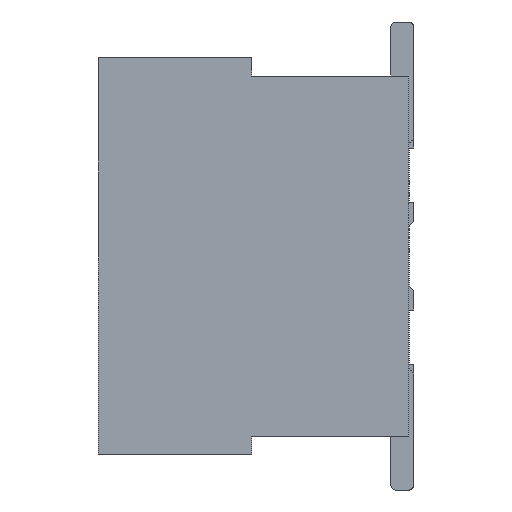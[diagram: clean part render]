
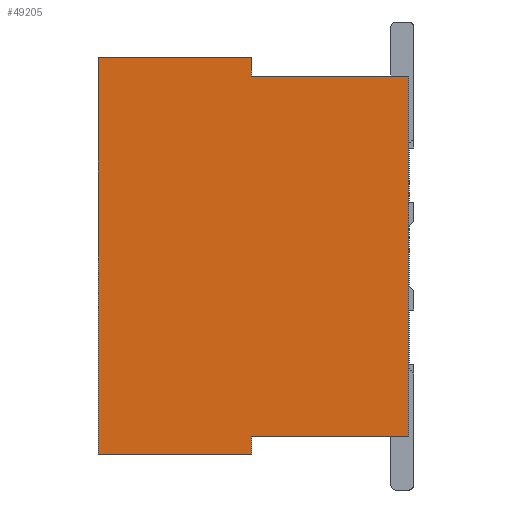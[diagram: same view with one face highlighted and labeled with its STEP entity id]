
A CAD part, left-side view. The second image highlights one B-rep face of the part: STEP entity #49205.
In plain terms, the highlighted planar face has unit normal (-1, 0, 0).
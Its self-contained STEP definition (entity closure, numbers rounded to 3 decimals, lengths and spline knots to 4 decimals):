
#989=DIRECTION('',(0.,-1.,0.));
#990=VECTOR('',#989,1.75);
#991=CARTESIAN_POINT('',(-11.35,1.75,-2.));
#992=LINE('',#991,#990);
#1165=DIRECTION('',(0.,0.,-1.));
#1166=VECTOR('',#1165,0.2);
#1167=CARTESIAN_POINT('',(-11.35,1.75,-2.));
#1168=LINE('',#1167,#1166);
#1169=DIRECTION('',(0.,-1.,0.));
#1170=VECTOR('',#1169,1.7);
#1171=CARTESIAN_POINT('',(-11.35,3.45,2.2));
#1172=LINE('',#1171,#1170);
#1173=DIRECTION('',(0.,0.,-1.));
#1174=VECTOR('',#1173,0.2);
#1175=CARTESIAN_POINT('',(-11.35,1.75,2.2));
#1176=LINE('',#1175,#1174);
#1177=DIRECTION('',(0.,-1.,0.));
#1178=VECTOR('',#1177,1.75);
#1179=CARTESIAN_POINT('',(-11.35,1.75,2.));
#1180=LINE('',#1179,#1178);
#1181=DIRECTION('',(0.,0.,-1.));
#1182=VECTOR('',#1181,4.);
#1183=CARTESIAN_POINT('',(-11.35,0.,2.));
#1184=LINE('',#1183,#1182);
#1193=DIRECTION('',(0.,-1.,0.));
#1194=VECTOR('',#1193,1.7);
#1195=CARTESIAN_POINT('',(-11.35,3.45,-2.2));
#1196=LINE('',#1195,#1194);
#1197=DIRECTION('',(0.,0.,-1.));
#1198=VECTOR('',#1197,4.4);
#1199=CARTESIAN_POINT('',(-11.35,3.45,2.2));
#1200=LINE('',#1199,#1198);
#35986=CARTESIAN_POINT('',(-11.35,0.,2.));
#35988=VERTEX_POINT('',#35986);
#35991=CARTESIAN_POINT('',(-11.35,0.,-2.));
#35992=VERTEX_POINT('',#35991);
#47101=CARTESIAN_POINT('',(-11.35,3.45,2.2));
#47102=CARTESIAN_POINT('',(-11.35,3.45,-2.2));
#47103=VERTEX_POINT('',#47101);
#47104=VERTEX_POINT('',#47102);
#47105=CARTESIAN_POINT('',(-11.35,1.75,2.));
#47106=VERTEX_POINT('',#47105);
#47111=CARTESIAN_POINT('',(-11.35,1.75,-2.));
#47112=VERTEX_POINT('',#47111);
#47117=CARTESIAN_POINT('',(-11.35,1.75,-2.2));
#47118=VERTEX_POINT('',#47117);
#47119=CARTESIAN_POINT('',(-11.35,1.75,2.2));
#47120=VERTEX_POINT('',#47119);
#49186=CARTESIAN_POINT('',(-11.35,0.,-2.2));
#49187=DIRECTION('',(-1.,0.,0.));
#49188=DIRECTION('',(0.,0.,1.));
#49189=AXIS2_PLACEMENT_3D('',#49186,#49187,#49188);
#49190=PLANE('',#49189);
#49192=ORIENTED_EDGE('',*,*,#49191,.T.);
#49194=ORIENTED_EDGE('',*,*,#49193,.F.);
#49196=ORIENTED_EDGE('',*,*,#49195,.F.);
#49198=ORIENTED_EDGE('',*,*,#49197,.T.);
#49199=ORIENTED_EDGE('',*,*,#49177,.T.);
#49200=ORIENTED_EDGE('',*,*,#47961,.T.);
#49201=ORIENTED_EDGE('',*,*,#47788,.T.);
#49202=ORIENTED_EDGE('',*,*,#48821,.F.);
#49203=EDGE_LOOP('',(#49192,#49194,#49196,#49198,#49199,#49200,#49201,#49202));
#49204=FACE_OUTER_BOUND('',#49203,.F.);
#47788=EDGE_CURVE('',#35988,#35992,#1184,.T.);
#47961=EDGE_CURVE('',#47106,#35988,#1180,.T.);
#48821=EDGE_CURVE('',#47112,#35992,#992,.T.);
#49177=EDGE_CURVE('',#47120,#47106,#1176,.T.);
#49191=EDGE_CURVE('',#47112,#47118,#1168,.T.);
#49193=EDGE_CURVE('',#47104,#47118,#1196,.T.);
#49195=EDGE_CURVE('',#47103,#47104,#1200,.T.);
#49197=EDGE_CURVE('',#47103,#47120,#1172,.T.);
#49205=ADVANCED_FACE('',(#49204),#49190,.T.);
